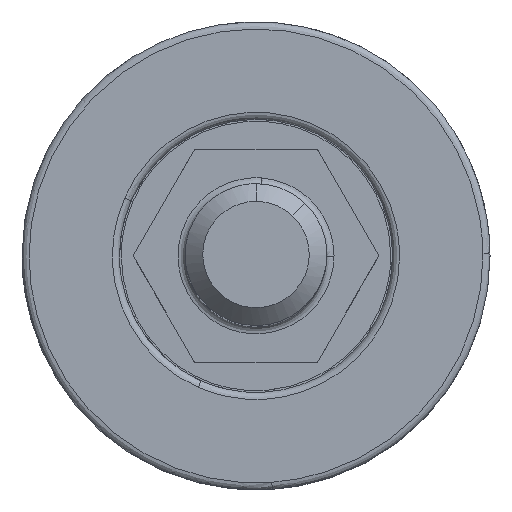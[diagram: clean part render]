
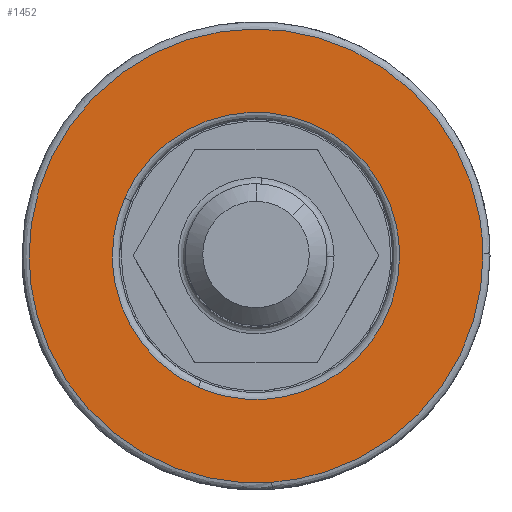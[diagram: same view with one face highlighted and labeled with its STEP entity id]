
A CAD part, top view. The second image highlights one B-rep face of the part: STEP entity #1452.
In plain terms, the highlighted free-form (B-spline) face has degree [1, 1] with [2, 2] control points.
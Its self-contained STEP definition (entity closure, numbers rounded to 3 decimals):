
#998=CARTESIAN_POINT('',(-18.534,8.159,12.0));
#999=VERTEX_POINT('',#998);
#1000=CARTESIAN_POINT('',(20.25,0.0,12.0));
#1001=VERTEX_POINT('',#1000);
#1002=CARTESIAN_POINT('',(-18.534,8.159,12.));
#1003=CARTESIAN_POINT('',(-13.211,20.25,12.0));
#1004=CARTESIAN_POINT('',(0.0,20.25,12.0));
#1005=CARTESIAN_POINT('',(20.25,20.25,12.0));
#1006=CARTESIAN_POINT('',(20.25,0.0,12.0));
#1014=(BOUNDED_CURVE()B_SPLINE_CURVE(2,(#1002,#1003,#1004,#1005,#1006),.UNSPECIFIED.,.F.,.U.)B_SPLINE_CURVE_WITH_KNOTS((3,2,3),(0.068,0.25,0.5),.UNSPECIFIED.)CURVE()GEOMETRIC_REPRESENTATION_ITEM()RATIONAL_B_SPLINE_CURVE((0.884,0.787,1.0,0.707,1.0))REPRESENTATION_ITEM(''));
#1015=EDGE_CURVE('',#999,#1001,#1014,.T.);
#1036=CARTESIAN_POINT('',(-8.159,-18.534,12.0));
#1037=VERTEX_POINT('',#1036);
#1053=CARTESIAN_POINT('',(20.25,0.0,12.0));
#1054=CARTESIAN_POINT('',(20.25,-20.25,12.0));
#1055=CARTESIAN_POINT('',(0.0,-20.25,12.0));
#1056=CARTESIAN_POINT('',(-4.26,-20.25,12.));
#1057=CARTESIAN_POINT('',(-8.159,-18.534,12.));
#1065=(BOUNDED_CURVE()B_SPLINE_CURVE(2,(#1053,#1054,#1055,#1056,#1057),.UNSPECIFIED.,.F.,.U.)B_SPLINE_CURVE_WITH_KNOTS((3,2,3),(0.5,0.75,0.818),.UNSPECIFIED.)CURVE()GEOMETRIC_REPRESENTATION_ITEM()RATIONAL_B_SPLINE_CURVE((1.0,0.707,1.0,0.92,0.884))REPRESENTATION_ITEM(''));
#1066=EDGE_CURVE('',#1001,#1037,#1065,.T.);
#1094=CARTESIAN_POINT('',(-20.25,0.0,12.0));
#1095=VERTEX_POINT('',#1094);
#1096=CARTESIAN_POINT('',(-20.25,0.0,12.0));
#1097=CARTESIAN_POINT('',(-20.25,4.26,12.));
#1098=CARTESIAN_POINT('',(-18.534,8.159,12.));
#1106=(BOUNDED_CURVE()B_SPLINE_CURVE(2,(#1096,#1097,#1098),.UNSPECIFIED.,.F.,.U.)B_SPLINE_CURVE_WITH_KNOTS((3,3),(0.0,0.068),.UNSPECIFIED.)CURVE()GEOMETRIC_REPRESENTATION_ITEM()RATIONAL_B_SPLINE_CURVE((1.0,0.92,0.884))REPRESENTATION_ITEM(''));
#1107=EDGE_CURVE('',#1095,#999,#1106,.T.);
#1109=CARTESIAN_POINT('',(-8.159,-18.534,12.));
#1110=CARTESIAN_POINT('',(-20.25,-13.211,12.));
#1111=CARTESIAN_POINT('',(-20.25,0.0,12.0));
#1119=(BOUNDED_CURVE()B_SPLINE_CURVE(2,(#1109,#1110,#1111),.UNSPECIFIED.,.F.,.U.)B_SPLINE_CURVE_WITH_KNOTS((3,3),(0.818,1.0),.UNSPECIFIED.)CURVE()GEOMETRIC_REPRESENTATION_ITEM()RATIONAL_B_SPLINE_CURVE((0.884,0.787,1.0))REPRESENTATION_ITEM(''));
#1120=EDGE_CURVE('',#1037,#1095,#1119,.T.);
#1314=CARTESIAN_POINT('',(2.231,-31.922,12.0));
#1315=VERTEX_POINT('',#1314);
#1316=CARTESIAN_POINT('',(-32.0,0.0,12.0));
#1317=VERTEX_POINT('',#1316);
#1318=CARTESIAN_POINT('',(2.231,-31.922,12.));
#1319=CARTESIAN_POINT('',(1.117,-32.,12.));
#1320=CARTESIAN_POINT('',(0.0,-32.0,12.0));
#1321=CARTESIAN_POINT('',(-32.,-32.,12.0));
#1322=CARTESIAN_POINT('',(-32.0,0.0,12.0));
#1330=(BOUNDED_CURVE()B_SPLINE_CURVE(2,(#1318,#1319,#1320,#1321,#1322),.UNSPECIFIED.,.F.,.U.)B_SPLINE_CURVE_WITH_KNOTS((3,2,3),(0.738,0.75,1.0),.UNSPECIFIED.)CURVE()GEOMETRIC_REPRESENTATION_ITEM()RATIONAL_B_SPLINE_CURVE((0.973,0.986,1.0,0.707,1.0))REPRESENTATION_ITEM(''));
#1331=EDGE_CURVE('',#1315,#1317,#1330,.T.);
#1333=CARTESIAN_POINT('',(31.997,0.402,12.0));
#1334=VERTEX_POINT('',#1333);
#1335=CARTESIAN_POINT('',(-32.0,0.0,12.0));
#1336=CARTESIAN_POINT('',(-32.,32.,12.0));
#1337=CARTESIAN_POINT('',(0.0,32.0,12.0));
#1338=CARTESIAN_POINT('',(31.6,32.0,12.0));
#1339=CARTESIAN_POINT('',(31.997,0.402,12.));
#1347=(BOUNDED_CURVE()B_SPLINE_CURVE(2,(#1335,#1336,#1337,#1338,#1339),.UNSPECIFIED.,.F.,.U.)B_SPLINE_CURVE_WITH_KNOTS((3,2,3),(0.0,0.25,0.498),.UNSPECIFIED.)CURVE()GEOMETRIC_REPRESENTATION_ITEM()RATIONAL_B_SPLINE_CURVE((1.0,0.707,1.0,0.71,0.995))REPRESENTATION_ITEM(''));
#1348=EDGE_CURVE('',#1317,#1334,#1347,.T.);
#1400=CARTESIAN_POINT('',(32.0,0.0,12.0));
#1401=VERTEX_POINT('',#1400);
#1402=CARTESIAN_POINT('',(32.0,0.0,12.0));
#1403=CARTESIAN_POINT('',(32.,-29.841,12.));
#1404=CARTESIAN_POINT('',(2.231,-31.922,12.));
#1412=(BOUNDED_CURVE()B_SPLINE_CURVE(2,(#1402,#1403,#1404),.UNSPECIFIED.,.F.,.U.)B_SPLINE_CURVE_WITH_KNOTS((3,3),(0.5,0.738),.UNSPECIFIED.)CURVE()GEOMETRIC_REPRESENTATION_ITEM()RATIONAL_B_SPLINE_CURVE((1.0,0.721,0.973))REPRESENTATION_ITEM(''));
#1413=EDGE_CURVE('',#1401,#1315,#1412,.T.);
#1419=CARTESIAN_POINT('',(31.997,0.402,12.));
#1420=CARTESIAN_POINT('',(32.,0.201,12.));
#1421=CARTESIAN_POINT('',(32.0,0.0,12.0));
#1429=(BOUNDED_CURVE()B_SPLINE_CURVE(2,(#1419,#1420,#1421),.UNSPECIFIED.,.F.,.U.)B_SPLINE_CURVE_WITH_KNOTS((3,3),(0.498,0.5),.UNSPECIFIED.)CURVE()GEOMETRIC_REPRESENTATION_ITEM()RATIONAL_B_SPLINE_CURVE((0.995,0.997,1.0))REPRESENTATION_ITEM(''));
#1430=EDGE_CURVE('',#1334,#1401,#1429,.T.);
#1435=CARTESIAN_POINT('',(-35.197,-35.193,12.0));
#1436=CARTESIAN_POINT('',(35.197,-35.193,12.0));
#1437=CARTESIAN_POINT('',(-35.197,35.196,12.0));
#1438=CARTESIAN_POINT('',(35.197,35.196,12.0));
#1439=B_SPLINE_SURFACE_WITH_KNOTS('',1,1,((#1435,#1437),(#1436,#1438)),.UNSPECIFIED.,.F.,.F.,.U.,(2,2),(2,2),(0.0,70.394),(0.0,70.389),.UNSPECIFIED.);
#1440=ORIENTED_EDGE('',*,*,#1331,.F.);
#1441=ORIENTED_EDGE('',*,*,#1413,.F.);
#1442=ORIENTED_EDGE('',*,*,#1430,.F.);
#1443=ORIENTED_EDGE('',*,*,#1348,.F.);
#1444=EDGE_LOOP('',(#1440,#1441,#1442,#1443));
#1445=FACE_OUTER_BOUND('',#1444,.T.);
#1446=ORIENTED_EDGE('',*,*,#1066,.T.);
#1447=ORIENTED_EDGE('',*,*,#1120,.T.);
#1448=ORIENTED_EDGE('',*,*,#1107,.T.);
#1449=ORIENTED_EDGE('',*,*,#1015,.T.);
#1450=EDGE_LOOP('',(#1446,#1447,#1448,#1449));
#1451=FACE_BOUND('',#1450,.T.);
#1452=ADVANCED_FACE('',(#1445,#1451),#1439,.T.);
